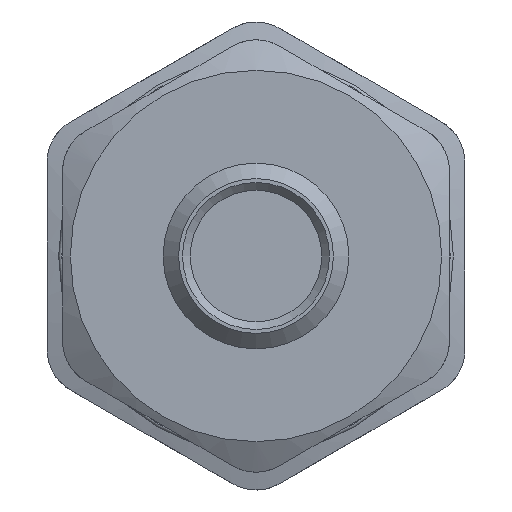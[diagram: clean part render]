
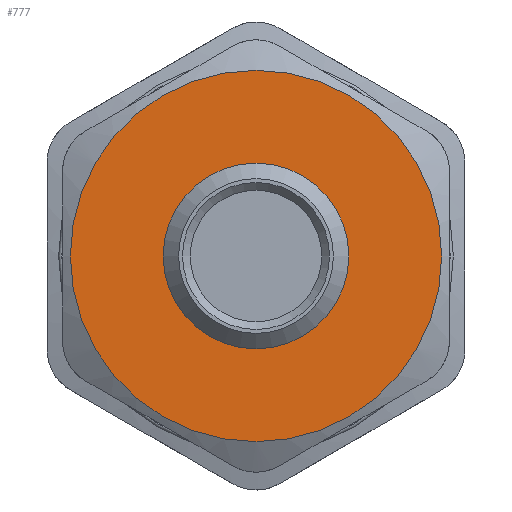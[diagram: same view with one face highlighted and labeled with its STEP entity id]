
A CAD part, front view. The second image highlights one B-rep face of the part: STEP entity #777.
In plain terms, the highlighted planar face has unit normal (0, -1, 0).
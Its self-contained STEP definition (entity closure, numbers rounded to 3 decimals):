
#162=FACE_BOUND('',#295,.T.);
#248=FACE_OUTER_BOUND('',#294,.T.);
#294=EDGE_LOOP('',(#700));
#295=EDGE_LOOP('',(#701));
#317=CIRCLE('',#852,12.);
#318=CIRCLE('',#864,5.2);
#376=VERTEX_POINT('',#1417);
#390=VERTEX_POINT('',#1547);
#472=EDGE_CURVE('',#376,#376,#317,.T.);
#497=EDGE_CURVE('',#390,#390,#318,.T.);
#700=ORIENTED_EDGE('',*,*,#472,.F.);
#701=ORIENTED_EDGE('',*,*,#497,.T.);
#735=PLANE('',#865);
#777=ADVANCED_FACE('',(#248,#162),#735,.T.);
#852=AXIS2_PLACEMENT_3D('',#1419,#993,#994);
#864=AXIS2_PLACEMENT_3D('',#1548,#1026,#1027);
#865=AXIS2_PLACEMENT_3D('',#1550,#1029,#1030);
#993=DIRECTION('center_axis',(0.,1.,0.));
#994=DIRECTION('ref_axis',(1.,0.,0.));
#1026=DIRECTION('center_axis',(0.,1.,0.));
#1027=DIRECTION('ref_axis',(1.,0.,0.));
#1029=DIRECTION('center_axis',(0.,-1.,0.));
#1030=DIRECTION('ref_axis',(0.,0.,-1.));
#1417=CARTESIAN_POINT('',(0.147,-15.645,-0.372));
#1419=CARTESIAN_POINT('Origin',(-11.853,-15.645,-0.372));
#1547=CARTESIAN_POINT('',(-6.653,-15.645,-0.372));
#1548=CARTESIAN_POINT('Origin',(-11.853,-15.645,-0.372));
#1550=CARTESIAN_POINT('Origin',(-23.853,-15.645,-0.372));
